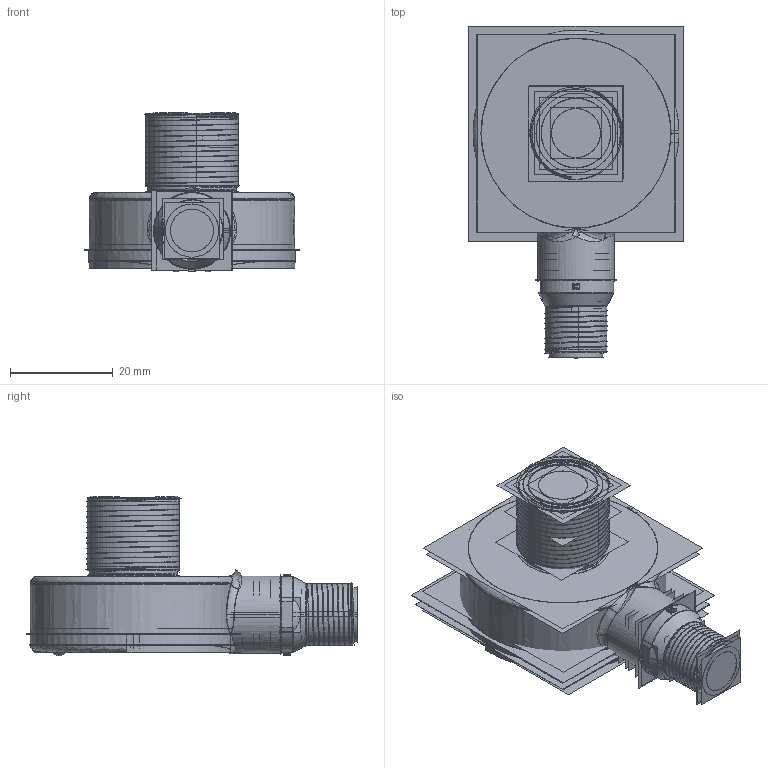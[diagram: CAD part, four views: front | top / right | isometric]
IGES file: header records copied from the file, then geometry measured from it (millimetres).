
Start section:  PTC IGES file: 214677.igs
Global section: file name: 214677.igs; native system: Creo Parametric by PTC Inc.; preprocessor: 2018300; author: pdmadmin; organization: Unknown; date: 20191014.104922; units: millimetre
Bounding box: 41.68 x 64.49 x 30.99 mm (x, y, z)
Volume: 10220.6 mm3; surface area: 101139.5 mm2
Topology: 12 solids, 12 shells, 638 faces, 3146 edges, 3997 vertices
Faces by surface type: revolution 392, bspline 246
